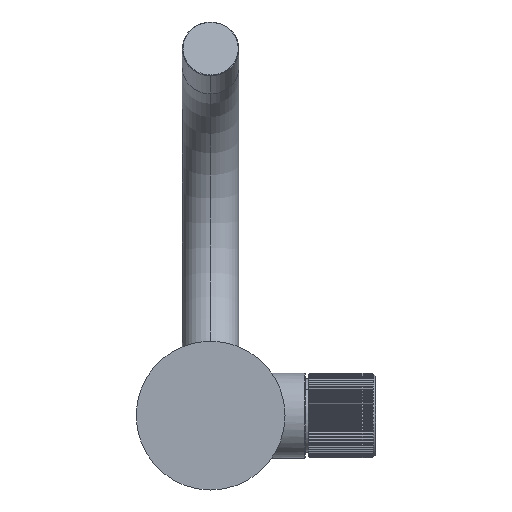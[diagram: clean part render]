
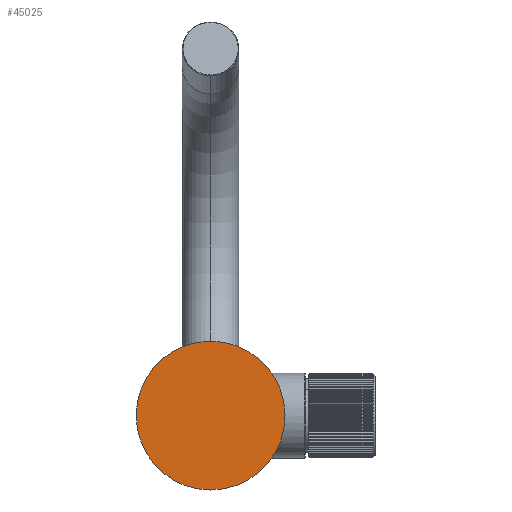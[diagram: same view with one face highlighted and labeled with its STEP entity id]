
A CAD part, front view. The second image highlights one B-rep face of the part: STEP entity #45025.
In plain terms, the highlighted planar face has unit normal (0, -1, 0).
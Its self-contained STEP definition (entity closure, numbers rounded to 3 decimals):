
#4299 = DIRECTION ( 'NONE',  ( 0., -1., 0. ) ) ;
#6236 = DIRECTION ( 'NONE',  ( 0., -1., 0. ) ) ;
#6573 = CARTESIAN_POINT ( 'NONE',  ( 0., 0., 25. ) ) ;
#7132 = CARTESIAN_POINT ( 'NONE',  ( 0., 0., 0. ) ) ;
#10969 = DIRECTION ( 'NONE',  ( 0., 0., -1. ) ) ;
#11768 = VERTEX_POINT ( 'NONE', #11979 ) ;
#11979 = CARTESIAN_POINT ( 'NONE',  ( 0., 0., -25. ) ) ;
#13408 = EDGE_CURVE ( 'NONE', #48705, #11768, #26783, .T. ) ;
#13543 = ORIENTED_EDGE ( 'NONE', *, *, #13408, .T. ) ;
#13714 = PLANE ( 'NONE',  #25118 ) ;
#25118 = AXIS2_PLACEMENT_3D ( 'NONE', #28896, #6236, #32699 ) ;
#25249 = AXIS2_PLACEMENT_3D ( 'NONE', #7132, #33580, #10969 ) ;
#26783 = CIRCLE ( 'NONE', #25249, 25. ) ;
#26949 = CARTESIAN_POINT ( 'NONE',  ( 0., 0., 0. ) ) ;
#28896 = CARTESIAN_POINT ( 'NONE',  ( 0., 0., 0. ) ) ;
#30765 = DIRECTION ( 'NONE',  ( 0., 0., -1. ) ) ;
#32699 = DIRECTION ( 'NONE',  ( 0., 0., -1. ) ) ;
#33086 = ORIENTED_EDGE ( 'NONE', *, *, #46401, .T. ) ;
#33267 = EDGE_LOOP ( 'NONE', ( #33086, #13543 ) ) ;
#33580 = DIRECTION ( 'NONE',  ( 0., -1., 0. ) ) ;
#36255 = FACE_OUTER_BOUND ( 'NONE', #33267, .T. ) ;
#36272 = AXIS2_PLACEMENT_3D ( 'NONE', #26949, #4299, #30765 ) ;
#37868 = CIRCLE ( 'NONE', #36272, 25. ) ;
#45025 = ADVANCED_FACE ( 'NONE', ( #36255 ), #13714, .T. ) ;
#46401 = EDGE_CURVE ( 'NONE', #11768, #48705, #37868, .T. ) ;
#48705 = VERTEX_POINT ( 'NONE', #6573 ) ;
